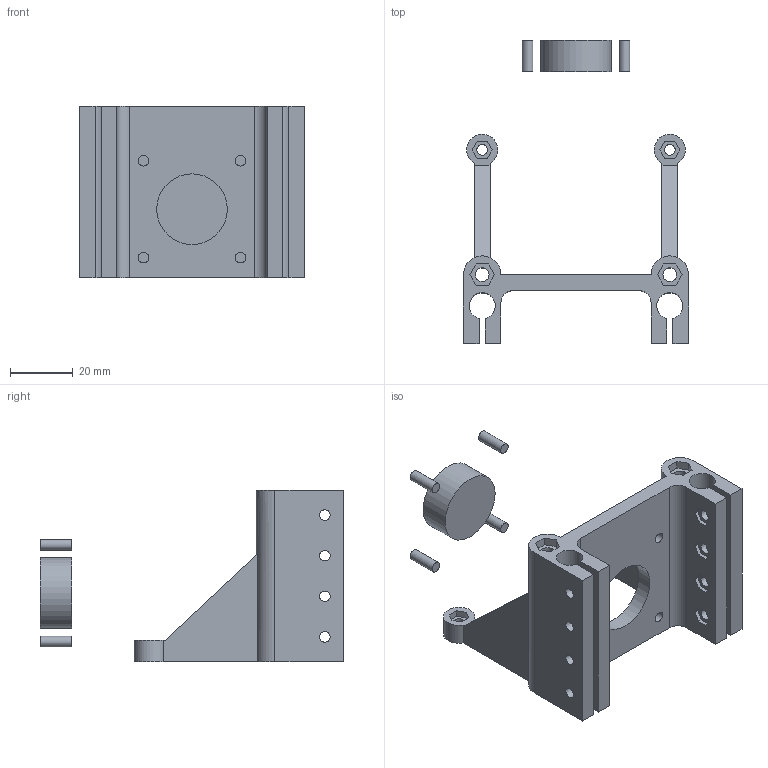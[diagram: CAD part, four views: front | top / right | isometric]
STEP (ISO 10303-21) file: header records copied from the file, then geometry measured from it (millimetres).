
FILE_DESCRIPTION(('FreeCAD Model'),'2;1');
FILE_NAME('Open CASCADE Shape Model','2026-02-24T18:15:09',(''),(''), 'Open CASCADE STEP processor 7.8','FreeCAD','Unknown');
FILE_SCHEMA(('AUTOMOTIVE_DESIGN { 1 0 10303 214 1 1 1 1 }'));
Length unit declared in the file: millimetre
Products named in the file (3): motor_end; Group; difference003
Assembly tree (2 placements, depth 2):
  motor_end
    Group
    difference003
Bounding box: 72 x 97 x 55 mm (x, y, z)
Volume: 47438.2 mm3; surface area: 25977.9 mm2
Topology: 6 solids, 6 shells, 156 faces, 400 edges, 268 vertices
Faces by surface type: plane 118, cylinder 38
Full cylindrical faces by diameter (mm): 3.4 x26, 4.4 x2, 22.6 x2
Entity records: 4856 total; most frequent: CARTESIAN_POINT 827, DIRECTION 802, ORIENTED_EDGE 800, EDGE_CURVE 400, LINE 316, VECTOR 316, VERTEX_POINT 268, AXIS2_PLACEMENT_3D 243
